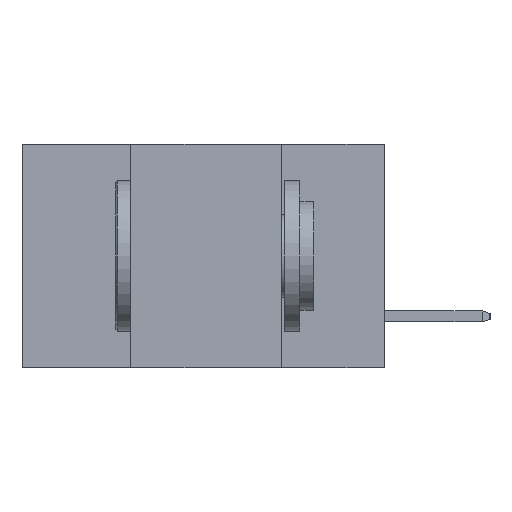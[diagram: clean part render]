
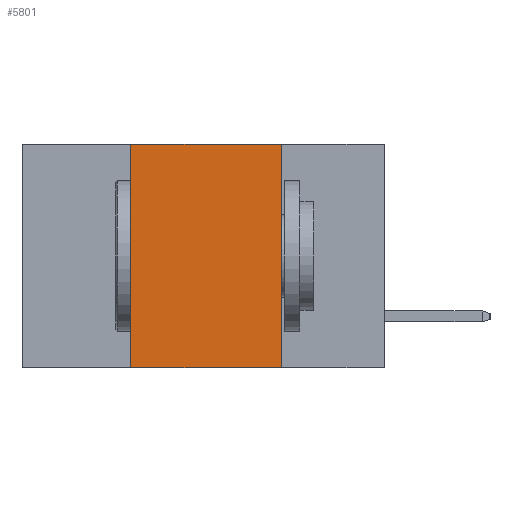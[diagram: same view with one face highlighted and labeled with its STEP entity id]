
A CAD part, left-side view. The second image highlights one B-rep face of the part: STEP entity #5801.
In plain terms, the highlighted planar face has unit normal (-1, 0, 0).
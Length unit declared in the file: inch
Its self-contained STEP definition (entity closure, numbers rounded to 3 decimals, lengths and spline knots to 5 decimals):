
#577 = EDGE_LOOP ( 'NONE', ( #19380, #19548, #9589, #5939 ) ) ;
#765 = CARTESIAN_POINT ( 'NONE',  ( 0., 0.17, 0. ) ) ;
#930 = VECTOR ( 'NONE', #2123, 39.37008 ) ;
#2047 = AXIS2_PLACEMENT_3D ( 'NONE', #19176, #17381, #20164 ) ;
#2077 = LINE ( 'NONE', #11311, #15142 ) ;
#2123 = DIRECTION ( 'NONE',  ( 0., 0., 1. ) ) ;
#3843 = EDGE_CURVE ( 'NONE', #9561, #11919, #2077, .T. ) ;
#4858 = CARTESIAN_POINT ( 'NONE',  ( 0., 0.6, -0.37 ) ) ;
#5801 = ADVANCED_FACE ( 'NONE', ( #8726 ), #17320, .F. ) ;
#5939 = ORIENTED_EDGE ( 'NONE', *, *, #12653, .T. ) ;
#6516 = DIRECTION ( 'NONE',  ( 0., -1., 0. ) ) ;
#8726 = FACE_OUTER_BOUND ( 'NONE', #577, .T. ) ;
#9215 = LINE ( 'NONE', #12031, #930 ) ;
#9561 = VERTEX_POINT ( 'NONE', #765 ) ;
#9589 = ORIENTED_EDGE ( 'NONE', *, *, #11586, .F. ) ;
#9645 = VECTOR ( 'NONE', #10609, 39.37008 ) ;
#10175 = LINE ( 'NONE', #16980, #9645 ) ;
#10609 = DIRECTION ( 'NONE',  ( 0., -1., 0. ) ) ;
#11287 = DIRECTION ( 'NONE',  ( 0., 0., -1. ) ) ;
#11311 = CARTESIAN_POINT ( 'NONE',  ( 0., 0.17, 0. ) ) ;
#11525 = CARTESIAN_POINT ( 'NONE',  ( 0., 0.17, -0.37 ) ) ;
#11586 = EDGE_CURVE ( 'NONE', #17360, #12627, #9215, .T. ) ;
#11919 = VERTEX_POINT ( 'NONE', #11525 ) ;
#12031 = CARTESIAN_POINT ( 'NONE',  ( 0., 0.42, 0. ) ) ;
#12627 = VERTEX_POINT ( 'NONE', #17762 ) ;
#12653 = EDGE_CURVE ( 'NONE', #17360, #11919, #18234, .T. ) ;
#13463 = EDGE_CURVE ( 'NONE', #12627, #9561, #10175, .T. ) ;
#15142 = VECTOR ( 'NONE', #11287, 39.37008 ) ;
#16980 = CARTESIAN_POINT ( 'NONE',  ( 0., 0.6, 0. ) ) ;
#17320 = PLANE ( 'NONE',  #2047 ) ;
#17360 = VERTEX_POINT ( 'NONE', #20865 ) ;
#17381 = DIRECTION ( 'NONE',  ( 1., 0., 0. ) ) ;
#17721 = VECTOR ( 'NONE', #6516, 39.37008 ) ;
#17762 = CARTESIAN_POINT ( 'NONE',  ( 0., 0.42, 0. ) ) ;
#18234 = LINE ( 'NONE', #4858, #17721 ) ;
#19176 = CARTESIAN_POINT ( 'NONE',  ( 0., 0.6, 0. ) ) ;
#19380 = ORIENTED_EDGE ( 'NONE', *, *, #3843, .F. ) ;
#19548 = ORIENTED_EDGE ( 'NONE', *, *, #13463, .F. ) ;
#20164 = DIRECTION ( 'NONE',  ( 0., 0., -1. ) ) ;
#20865 = CARTESIAN_POINT ( 'NONE',  ( 0., 0.42, -0.37 ) ) ;
